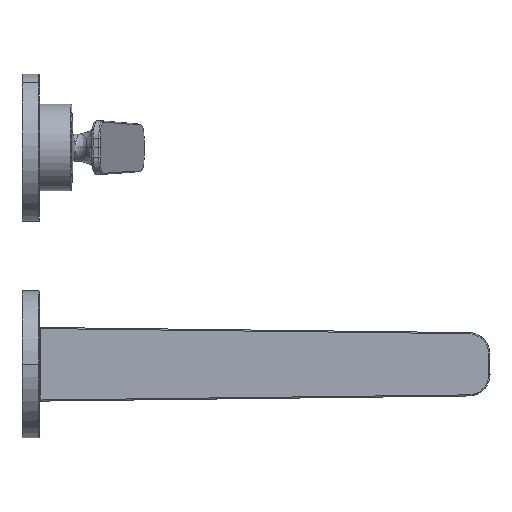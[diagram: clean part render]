
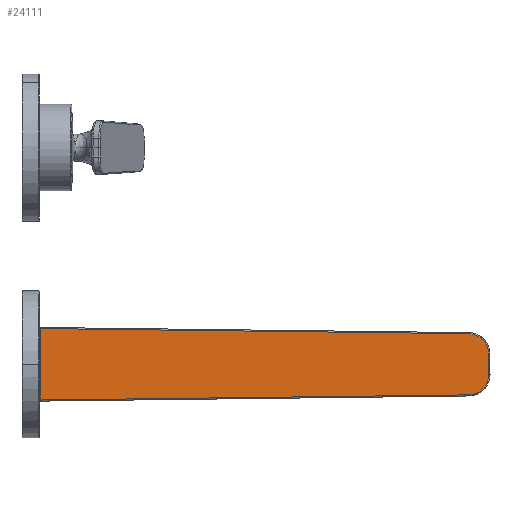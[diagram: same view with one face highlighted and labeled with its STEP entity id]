
A CAD part, top view. The second image highlights one B-rep face of the part: STEP entity #24111.
In plain terms, the highlighted face is planar.
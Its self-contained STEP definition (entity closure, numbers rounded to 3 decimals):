
#23973=CARTESIAN_POINT('Line Origine',(-4.619,10.75,207.5)) ;
#23977=CARTESIAN_POINT('Vertex',(4.619,10.75,207.5)) ;
#23979=CARTESIAN_POINT('Vertex',(-4.619,10.75,207.5)) ;
#24065=CARTESIAN_POINT('Axis2P3D Location',(-4.619,10.75,198.)) ;
#24070=CARTESIAN_POINT('Line Origine',(-15.306,10.75,99.307)) ;
#24074=CARTESIAN_POINT('Vertex',(-16.494,10.75,0.5)) ;
#24076=CARTESIAN_POINT('Vertex',(-14.119,10.75,198.114)) ;
#24079=CARTESIAN_POINT('Axis2P3D Location',(-4.619,10.75,198.)) ;
#24084=CARTESIAN_POINT('Axis2P3D Location',(4.619,10.75,198.)) ;
#24088=CARTESIAN_POINT('Vertex',(14.119,10.75,198.114)) ;
#24091=CARTESIAN_POINT('Line Origine',(15.306,10.75,99.307)) ;
#24095=CARTESIAN_POINT('Vertex',(16.494,10.75,0.5)) ;
#24098=CARTESIAN_POINT('Line Origine',(0.,10.75,0.5)) ;
#23975=VECTOR('Line Direction',#23974,1.) ;
#24072=VECTOR('Line Direction',#24071,1.) ;
#24093=VECTOR('Line Direction',#24092,1.) ;
#24100=VECTOR('Line Direction',#24099,1.) ;
#23974=DIRECTION('Vector Direction',(1.,0.,0.)) ;
#24066=DIRECTION('Axis2P3D Direction',(0.,1.,0.)) ;
#24067=DIRECTION('Axis2P3D XDirection',(0.,0.,1.)) ;
#24071=DIRECTION('Vector Direction',(0.012,0.,1.)) ;
#24080=DIRECTION('Axis2P3D Direction',(0.,1.,0.)) ;
#24085=DIRECTION('Axis2P3D Direction',(0.,1.,0.)) ;
#24092=DIRECTION('Vector Direction',(-0.012,0.,1.)) ;
#24099=DIRECTION('Vector Direction',(-1.,0.,0.)) ;
#24068=AXIS2_PLACEMENT_3D('Plane Axis2P3D',#24065,#24066,#24067) ;
#24081=AXIS2_PLACEMENT_3D('Circle Axis2P3D',#24079,#24080,$) ;
#24086=AXIS2_PLACEMENT_3D('Circle Axis2P3D',#24084,#24085,$) ;
#23976=LINE('Line',#23973,#23975) ;
#24073=LINE('Line',#24070,#24072) ;
#24094=LINE('Line',#24091,#24093) ;
#24101=LINE('Line',#24098,#24100) ;
#24082=CIRCLE('generated circle',#24081,9.5) ;
#24087=CIRCLE('generated circle',#24086,9.5) ;
#24069=PLANE('',#24068) ;
#23981=EDGE_CURVE('',#23978,#23980,#23976,.F.) ;
#24078=EDGE_CURVE('',#24075,#24077,#24073,.T.) ;
#24083=EDGE_CURVE('',#24077,#23980,#24082,.T.) ;
#24090=EDGE_CURVE('',#24089,#23978,#24087,.F.) ;
#24097=EDGE_CURVE('',#24096,#24089,#24094,.T.) ;
#24102=EDGE_CURVE('',#24096,#24075,#24101,.T.) ;
#24104=ORIENTED_EDGE('',*,*,#24078,.T.) ;
#24105=ORIENTED_EDGE('',*,*,#24083,.T.) ;
#24106=ORIENTED_EDGE('',*,*,#23981,.F.) ;
#24107=ORIENTED_EDGE('',*,*,#24090,.F.) ;
#24108=ORIENTED_EDGE('',*,*,#24097,.F.) ;
#24109=ORIENTED_EDGE('',*,*,#24102,.T.) ;
#24103=EDGE_LOOP('',(#24104,#24105,#24106,#24107,#24108,#24109)) ;
#23978=VERTEX_POINT('',#23977) ;
#23980=VERTEX_POINT('',#23979) ;
#24075=VERTEX_POINT('',#24074) ;
#24077=VERTEX_POINT('',#24076) ;
#24089=VERTEX_POINT('',#24088) ;
#24096=VERTEX_POINT('',#24095) ;
#24111=ADVANCED_FACE('Hauptk\X2\00F6\X0\rper',(#24110),#24069,.T.) ;
#24110=FACE_OUTER_BOUND('',#24103,.T.) ;
